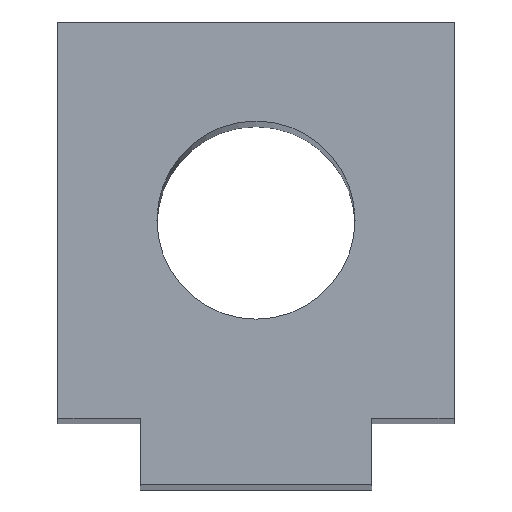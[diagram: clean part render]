
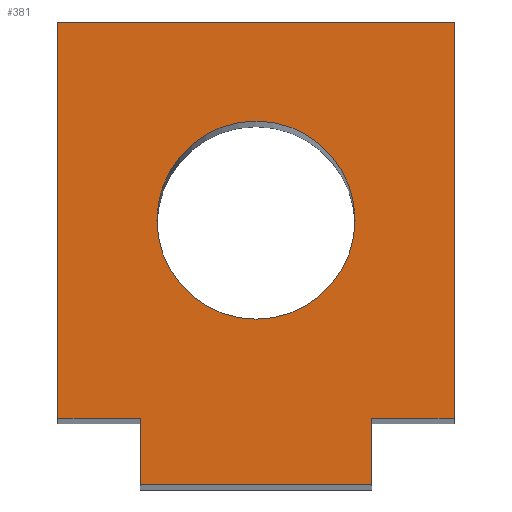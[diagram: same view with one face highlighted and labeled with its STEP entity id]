
A CAD part, top view. The second image highlights one B-rep face of the part: STEP entity #381.
In plain terms, the highlighted planar face has unit normal (0, 0, 1).
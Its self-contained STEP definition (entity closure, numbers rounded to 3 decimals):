
#84=CARTESIAN_POINT('',(3.0,-6.,50.0));
#85=VERTEX_POINT('',#84);
#86=CARTESIAN_POINT('',(0.,-6.,50.0));
#87=DIRECTION('',(0.0,0.0,-1.0));
#88=DIRECTION('',(-1.0,0.0,0.0));
#89=AXIS2_PLACEMENT_3D('',#86,#87,#88);
#90=CIRCLE('',#89,3.0);
#91=EDGE_CURVE('',#85,#85,#90,.T.);
#176=CARTESIAN_POINT('',(3.5,-12.,50.0));
#177=VERTEX_POINT('',#176);
#178=CARTESIAN_POINT('',(3.5,-14.,50.0));
#179=VERTEX_POINT('',#178);
#180=CARTESIAN_POINT('',(3.5,-12.,50.0));
#181=DIRECTION('',(0.0,-1.0,0.0));
#182=VECTOR('',#181,2.);
#183=LINE('',#180,#182);
#184=EDGE_CURVE('',#177,#179,#183,.T.);
#207=CARTESIAN_POINT('',(-3.5,-14.,50.0));
#208=VERTEX_POINT('',#207);
#209=CARTESIAN_POINT('',(3.5,-14.,50.0));
#210=DIRECTION('',(-1.0,0.0,0.0));
#211=VECTOR('',#210,7.);
#212=LINE('',#209,#211);
#213=EDGE_CURVE('',#179,#208,#212,.T.);
#231=CARTESIAN_POINT('',(-3.5,-12.,50.0));
#232=VERTEX_POINT('',#231);
#233=CARTESIAN_POINT('',(-3.5,-14.,50.0));
#234=DIRECTION('',(0.0,1.0,0.0));
#235=VECTOR('',#234,2.);
#236=LINE('',#233,#235);
#237=EDGE_CURVE('',#208,#232,#236,.T.);
#255=CARTESIAN_POINT('',(-6.,-12.,50.0));
#256=VERTEX_POINT('',#255);
#257=CARTESIAN_POINT('',(-3.5,-12.,50.0));
#258=DIRECTION('',(-1.0,0.0,0.0));
#259=VECTOR('',#258,2.5);
#260=LINE('',#257,#259);
#261=EDGE_CURVE('',#232,#256,#260,.T.);
#279=CARTESIAN_POINT('',(-6.,0.,50.0));
#280=VERTEX_POINT('',#279);
#281=CARTESIAN_POINT('',(-6.,-12.,50.0));
#282=DIRECTION('',(0.0,1.0,0.0));
#283=VECTOR('',#282,12.);
#284=LINE('',#281,#283);
#285=EDGE_CURVE('',#256,#280,#284,.T.);
#303=CARTESIAN_POINT('',(6.,0.,50.0));
#304=VERTEX_POINT('',#303);
#305=CARTESIAN_POINT('',(-6.,0.,50.0));
#306=DIRECTION('',(1.0,0.0,0.0));
#307=VECTOR('',#306,12.);
#308=LINE('',#305,#307);
#309=EDGE_CURVE('',#280,#304,#308,.T.);
#327=CARTESIAN_POINT('',(6.,-12.,50.0));
#328=VERTEX_POINT('',#327);
#329=CARTESIAN_POINT('',(6.,0.,50.0));
#330=DIRECTION('',(0.0,-1.0,0.0));
#331=VECTOR('',#330,12.);
#332=LINE('',#329,#331);
#333=EDGE_CURVE('',#304,#328,#332,.T.);
#351=CARTESIAN_POINT('',(6.,-12.,50.0));
#352=DIRECTION('',(-1.0,0.0,0.0));
#353=VECTOR('',#352,2.5);
#354=LINE('',#351,#353);
#355=EDGE_CURVE('',#328,#177,#354,.T.);
#363=CARTESIAN_POINT('',(0.,-6.808,50.0));
#364=DIRECTION('',(0.0,0.0,1.0));
#365=DIRECTION('',(1.0,0.0,0.0));
#366=AXIS2_PLACEMENT_3D('',#363,#364,#365);
#367=PLANE('',#366);
#368=ORIENTED_EDGE('',*,*,#184,.F.);
#369=ORIENTED_EDGE('',*,*,#355,.F.);
#370=ORIENTED_EDGE('',*,*,#333,.F.);
#371=ORIENTED_EDGE('',*,*,#309,.F.);
#372=ORIENTED_EDGE('',*,*,#285,.F.);
#373=ORIENTED_EDGE('',*,*,#261,.F.);
#374=ORIENTED_EDGE('',*,*,#237,.F.);
#375=ORIENTED_EDGE('',*,*,#213,.F.);
#376=EDGE_LOOP('',(#368,#369,#370,#371,#372,#373,#374,#375));
#377=FACE_OUTER_BOUND('',#376,.T.);
#378=ORIENTED_EDGE('',*,*,#91,.T.);
#379=EDGE_LOOP('',(#378));
#380=FACE_BOUND('',#379,.T.);
#381=ADVANCED_FACE('',(#377,#380),#367,.T.);
